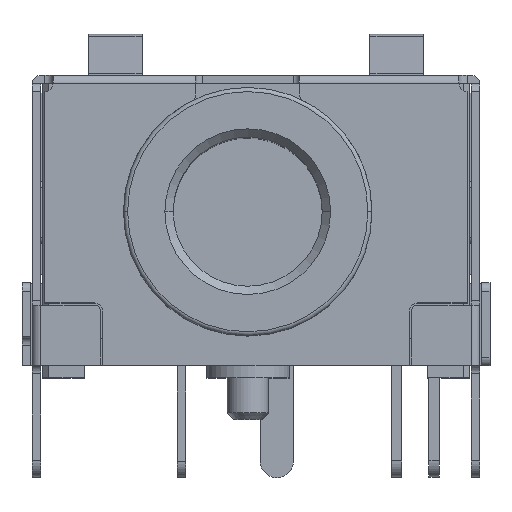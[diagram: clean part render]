
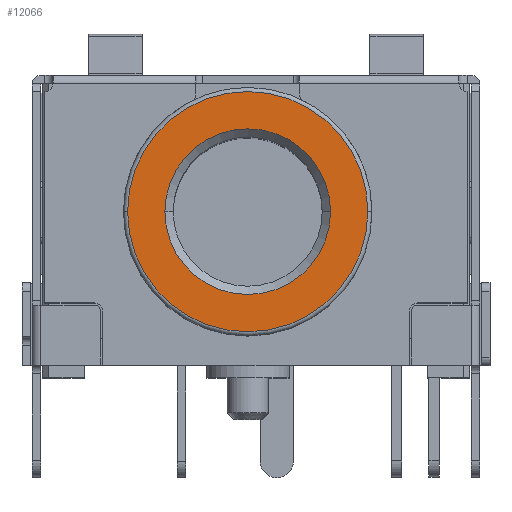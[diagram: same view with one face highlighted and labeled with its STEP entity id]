
A CAD part, top view. The second image highlights one B-rep face of the part: STEP entity #12066.
In plain terms, the highlighted planar face has unit normal (0, 0, 1).
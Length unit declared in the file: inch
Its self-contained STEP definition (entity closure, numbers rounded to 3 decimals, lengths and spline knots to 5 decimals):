
#144 = DIRECTION ( 'NONE',  ( 0., 0., 1. ) ) ;
#1051 = VERTEX_POINT ( 'NONE', #4514 ) ;
#1684 = VERTEX_POINT ( 'NONE', #7190 ) ;
#1707 = CARTESIAN_POINT ( 'NONE',  ( 0.11417, 0., 0.11811 ) ) ;
#1712 = EDGE_CURVE ( 'NONE', #14443, #15613, #15098, .T. ) ;
#2091 = DIRECTION ( 'NONE',  ( 1., 0., 0. ) ) ;
#2473 = FACE_OUTER_BOUND ( 'NONE', #4485, .T. ) ;
#2488 = DIRECTION ( 'NONE',  ( 1., 0., 0. ) ) ;
#2550 = DIRECTION ( 'NONE',  ( 1., 0., 0. ) ) ;
#2981 = EDGE_CURVE ( 'NONE', #1051, #1684, #13367, .T. ) ;
#3304 = CARTESIAN_POINT ( 'NONE',  ( 0., 0., 0.11811 ) ) ;
#3359 = AXIS2_PLACEMENT_3D ( 'NONE', #10887, #144, #2550 ) ;
#3537 = DIRECTION ( 'NONE',  ( 1., 0., 0. ) ) ;
#3616 = DIRECTION ( 'NONE',  ( 0., 0., -1. ) ) ;
#3823 = ORIENTED_EDGE ( 'NONE', *, *, #2981, .T. ) ;
#4040 = EDGE_LOOP ( 'NONE', ( #5155, #3823 ) ) ;
#4485 = EDGE_LOOP ( 'NONE', ( #8515, #6605 ) ) ;
#4514 = CARTESIAN_POINT ( 'NONE',  ( -0.07874, 0., 0.11811 ) ) ;
#4769 = PLANE ( 'NONE',  #3359 ) ;
#4783 = DIRECTION ( 'NONE',  ( 0., 0., 1. ) ) ;
#4805 = AXIS2_PLACEMENT_3D ( 'NONE', #15167, #5695, #14196 ) ;
#5155 = ORIENTED_EDGE ( 'NONE', *, *, #12733, .T. ) ;
#5695 = DIRECTION ( 'NONE',  ( 0., 0., 1. ) ) ;
#6605 = ORIENTED_EDGE ( 'NONE', *, *, #9905, .T. ) ;
#7190 = CARTESIAN_POINT ( 'NONE',  ( 0.07874, 0., 0.11811 ) ) ;
#7456 = AXIS2_PLACEMENT_3D ( 'NONE', #3304, #3616, #3537 ) ;
#7786 = AXIS2_PLACEMENT_3D ( 'NONE', #11626, #10590, #2091 ) ;
#8515 = ORIENTED_EDGE ( 'NONE', *, *, #1712, .T. ) ;
#9254 = AXIS2_PLACEMENT_3D ( 'NONE', #10831, #4783, #2488 ) ;
#9905 = EDGE_CURVE ( 'NONE', #15613, #14443, #14455, .T. ) ;
#10590 = DIRECTION ( 'NONE',  ( 0., 0., -1. ) ) ;
#10831 = CARTESIAN_POINT ( 'NONE',  ( 0., 0., 0.11811 ) ) ;
#10887 = CARTESIAN_POINT ( 'NONE',  ( -0.19291, 0.12205, 0.11811 ) ) ;
#11626 = CARTESIAN_POINT ( 'NONE',  ( 0., 0., 0.11811 ) ) ;
#12013 = FACE_BOUND ( 'NONE', #4040, .T. ) ;
#12066 = ADVANCED_FACE ( 'NONE', ( #2473, #12013 ), #4769, .T. ) ;
#12733 = EDGE_CURVE ( 'NONE', #1684, #1051, #13025, .T. ) ;
#13025 = CIRCLE ( 'NONE', #7456, 0.07874 ) ;
#13367 = CIRCLE ( 'NONE', #7786, 0.07874 ) ;
#14196 = DIRECTION ( 'NONE',  ( 1., 0., 0. ) ) ;
#14443 = VERTEX_POINT ( 'NONE', #1707 ) ;
#14455 = CIRCLE ( 'NONE', #4805, 0.11417 ) ;
#15098 = CIRCLE ( 'NONE', #9254, 0.11417 ) ;
#15167 = CARTESIAN_POINT ( 'NONE',  ( 0., 0., 0.11811 ) ) ;
#15613 = VERTEX_POINT ( 'NONE', #15648 ) ;
#15648 = CARTESIAN_POINT ( 'NONE',  ( -0.11417, 0., 0.11811 ) ) ;
